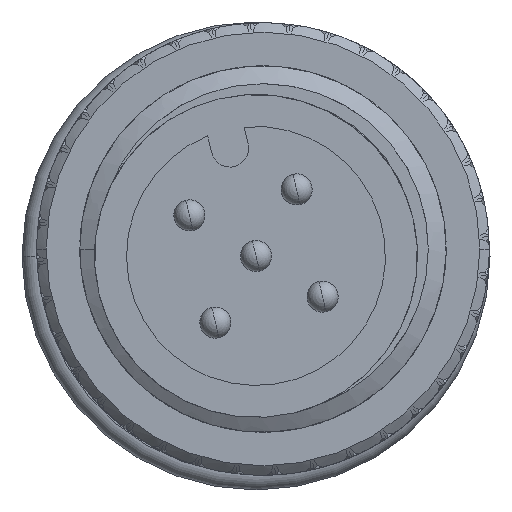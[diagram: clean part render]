
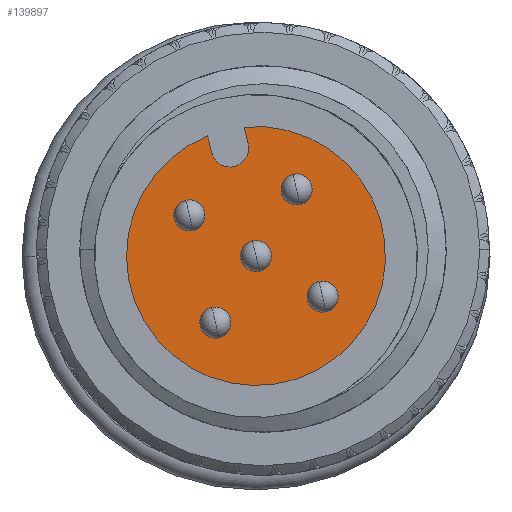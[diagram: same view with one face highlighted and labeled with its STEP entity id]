
A CAD part, left-side view. The second image highlights one B-rep face of the part: STEP entity #139897.
In plain terms, the highlighted planar face has unit normal (-1, 0, 0).
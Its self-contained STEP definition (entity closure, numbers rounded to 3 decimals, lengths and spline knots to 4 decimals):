
#26675=CARTESIAN_POINT('',(-3.6,5.2643,22.6523));
#26676=DIRECTION('',(-1.,0.,0.));
#26677=DIRECTION('',(0.,0.373,0.928));
#26678=AXIS2_PLACEMENT_3D('',#26675,#26676,#26677);
#26693=CARTESIAN_POINT('',(-3.6,6.0999,26.1025));
#26694=DIRECTION('',(-1.,0.,0.));
#26695=DIRECTION('',(0.,0.972,-0.235));
#26696=AXIS2_PLACEMENT_3D('',#26693,#26694,#26695);
#26698=DIRECTION('',(0.,0.235,0.972));
#26699=VECTOR('',#26698,0.5564);
#26700=CARTESIAN_POINT('',(-3.6,5.5168,26.2438));
#26701=LINE('',#26700,#26699);
#26702=DIRECTION('',(0.,-0.235,-0.972));
#26703=VECTOR('',#26702,0.5564);
#26704=CARTESIAN_POINT('',(-3.6,6.814,26.502));
#26705=LINE('',#26704,#26703);
#26706=CARTESIAN_POINT('',(-3.6,3.1301,21.3503));
#26707=DIRECTION('',(1.,0.,0.));
#26708=DIRECTION('',(0.,0.235,0.972));
#26709=AXIS2_PLACEMENT_3D('',#26706,#26707,#26708);
#26711=CARTESIAN_POINT('',(-3.6,3.1301,21.3503));
#26712=DIRECTION('',(1.,0.,0.));
#26713=DIRECTION('',(0.,-0.235,-0.972));
#26714=AXIS2_PLACEMENT_3D('',#26711,#26712,#26713);
#26716=CARTESIAN_POINT('',(-3.6,3.9623,24.7865));
#26717=DIRECTION('',(1.,0.,0.));
#26718=DIRECTION('',(0.,0.235,0.972));
#26719=AXIS2_PLACEMENT_3D('',#26716,#26717,#26718);
#26721=CARTESIAN_POINT('',(-3.6,3.9623,24.7865));
#26722=DIRECTION('',(1.,0.,0.));
#26723=DIRECTION('',(0.,-0.235,-0.972));
#26724=AXIS2_PLACEMENT_3D('',#26721,#26722,#26723);
#26726=CARTESIAN_POINT('',(-3.6,7.3985,23.9542));
#26727=DIRECTION('',(1.,0.,0.));
#26728=DIRECTION('',(0.,0.235,0.972));
#26729=AXIS2_PLACEMENT_3D('',#26726,#26727,#26728);
#26731=CARTESIAN_POINT('',(-3.6,7.3985,23.9542));
#26732=DIRECTION('',(1.,0.,0.));
#26733=DIRECTION('',(0.,-0.235,-0.972));
#26734=AXIS2_PLACEMENT_3D('',#26731,#26732,#26733);
#26736=CARTESIAN_POINT('',(-3.6,6.5662,20.5181));
#26737=DIRECTION('',(1.,0.,0.));
#26738=DIRECTION('',(0.,0.235,0.972));
#26739=AXIS2_PLACEMENT_3D('',#26736,#26737,#26738);
#26741=CARTESIAN_POINT('',(-3.6,6.5662,20.5181));
#26742=DIRECTION('',(1.,0.,0.));
#26743=DIRECTION('',(0.,-0.235,-0.972));
#26744=AXIS2_PLACEMENT_3D('',#26741,#26742,#26743);
#26746=CARTESIAN_POINT('',(-3.6,5.2643,22.6523));
#26747=DIRECTION('',(1.,0.,0.));
#26748=DIRECTION('',(0.,0.235,0.972));
#26749=AXIS2_PLACEMENT_3D('',#26746,#26747,#26748);
#26751=CARTESIAN_POINT('',(-3.6,5.2643,22.6523));
#26752=DIRECTION('',(1.,0.,0.));
#26753=DIRECTION('',(0.,-0.235,-0.972));
#26754=AXIS2_PLACEMENT_3D('',#26751,#26752,#26753);
#83325=CARTESIAN_POINT('',(-3.6,6.814,26.502));
#83327=VERTEX_POINT('',#83325);
#83328=CARTESIAN_POINT('',(-3.6,6.6831,25.9613));
#83329=CARTESIAN_POINT('',(-3.6,5.5168,26.2438));
#83330=VERTEX_POINT('',#83328);
#83331=VERTEX_POINT('',#83329);
#83332=CARTESIAN_POINT('',(-3.6,5.6478,26.7845));
#83333=VERTEX_POINT('',#83332);
#83342=CARTESIAN_POINT('',(-3.6,3.2478,21.8363));
#83343=CARTESIAN_POINT('',(-3.6,3.0124,20.8644));
#83344=VERTEX_POINT('',#83342);
#83345=VERTEX_POINT('',#83343);
#83352=CARTESIAN_POINT('',(-3.6,4.08,25.2724));
#83353=CARTESIAN_POINT('',(-3.6,3.8446,24.3005));
#83354=VERTEX_POINT('',#83352);
#83355=VERTEX_POINT('',#83353);
#83362=CARTESIAN_POINT('',(-3.6,7.5162,24.4402));
#83363=CARTESIAN_POINT('',(-3.6,7.2808,23.4683));
#83364=VERTEX_POINT('',#83362);
#83365=VERTEX_POINT('',#83363);
#83372=CARTESIAN_POINT('',(-3.6,6.6839,21.004));
#83373=CARTESIAN_POINT('',(-3.6,6.4485,20.0321));
#83374=VERTEX_POINT('',#83372);
#83375=VERTEX_POINT('',#83373);
#83382=CARTESIAN_POINT('',(-3.6,5.382,23.1382));
#83383=CARTESIAN_POINT('',(-3.6,5.1466,22.1663));
#83384=VERTEX_POINT('',#83382);
#83385=VERTEX_POINT('',#83383);
#139853=CARTESIAN_POINT('',(-3.6,5.2643,22.6523));
#139854=DIRECTION('',(1.,0.,0.));
#139855=DIRECTION('',(0.,0.235,0.972));
#139856=AXIS2_PLACEMENT_3D('',#139853,#139854,#139855);
#139857=PLANE('',#139856);
#139859=ORIENTED_EDGE('',*,*,#139858,.T.);
#139861=ORIENTED_EDGE('',*,*,#139860,.T.);
#139862=ORIENTED_EDGE('',*,*,#139843,.F.);
#139864=ORIENTED_EDGE('',*,*,#139863,.T.);
#139865=EDGE_LOOP('',(#139859,#139861,#139862,#139864));
#139866=FACE_OUTER_BOUND('',#139865,.F.);
#139868=ORIENTED_EDGE('',*,*,#139867,.F.);
#139870=ORIENTED_EDGE('',*,*,#139869,.F.);
#139871=EDGE_LOOP('',(#139868,#139870));
#139872=FACE_BOUND('',#139871,.F.);
#139874=ORIENTED_EDGE('',*,*,#139873,.F.);
#139876=ORIENTED_EDGE('',*,*,#139875,.F.);
#139877=EDGE_LOOP('',(#139874,#139876));
#139878=FACE_BOUND('',#139877,.F.);
#139880=ORIENTED_EDGE('',*,*,#139879,.F.);
#139882=ORIENTED_EDGE('',*,*,#139881,.F.);
#139883=EDGE_LOOP('',(#139880,#139882));
#139884=FACE_BOUND('',#139883,.F.);
#139886=ORIENTED_EDGE('',*,*,#139885,.F.);
#139888=ORIENTED_EDGE('',*,*,#139887,.F.);
#139889=EDGE_LOOP('',(#139886,#139888));
#139890=FACE_BOUND('',#139889,.F.);
#139892=ORIENTED_EDGE('',*,*,#139891,.F.);
#139894=ORIENTED_EDGE('',*,*,#139893,.F.);
#139895=EDGE_LOOP('',(#139892,#139894));
#139896=FACE_BOUND('',#139895,.F.);
#139897=ADVANCED_FACE('',(#139866,#139872,#139878,#139884,#139890,#139896),
#139857,.F.);
#26679=CIRCLE('',#26678,4.15);
#26697=CIRCLE('',#26696,0.6);
#26710=CIRCLE('',#26709,0.5);
#26715=CIRCLE('',#26714,0.5);
#26720=CIRCLE('',#26719,0.5);
#26725=CIRCLE('',#26724,0.5);
#26730=CIRCLE('',#26729,0.5);
#26735=CIRCLE('',#26734,0.5);
#26740=CIRCLE('',#26739,0.5);
#26745=CIRCLE('',#26744,0.5);
#26750=CIRCLE('',#26749,0.5);
#26755=CIRCLE('',#26754,0.5);
#139843=EDGE_CURVE('',#83327,#83333,#26679,.T.);
#139858=EDGE_CURVE('',#83330,#83331,#26697,.T.);
#139860=EDGE_CURVE('',#83331,#83333,#26701,.T.);
#139863=EDGE_CURVE('',#83327,#83330,#26705,.T.);
#139867=EDGE_CURVE('',#83344,#83345,#26710,.T.);
#139869=EDGE_CURVE('',#83345,#83344,#26715,.T.);
#139873=EDGE_CURVE('',#83354,#83355,#26720,.T.);
#139875=EDGE_CURVE('',#83355,#83354,#26725,.T.);
#139879=EDGE_CURVE('',#83364,#83365,#26730,.T.);
#139881=EDGE_CURVE('',#83365,#83364,#26735,.T.);
#139885=EDGE_CURVE('',#83374,#83375,#26740,.T.);
#139887=EDGE_CURVE('',#83375,#83374,#26745,.T.);
#139891=EDGE_CURVE('',#83384,#83385,#26750,.T.);
#139893=EDGE_CURVE('',#83385,#83384,#26755,.T.);
